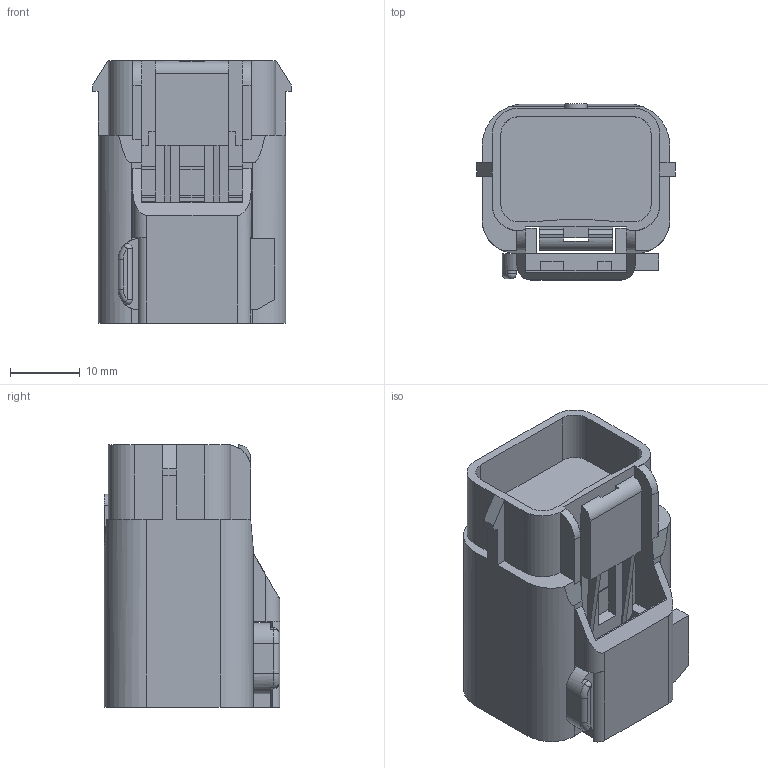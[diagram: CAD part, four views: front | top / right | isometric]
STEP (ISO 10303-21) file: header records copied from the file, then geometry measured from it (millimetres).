
FILE_DESCRIPTION(/* description */ (''),/* implementation_level */ '2;1');
FILE_NAME(/* name */ '15441804-STEP-3D.stp',/* time_stamp */ '2021-04-05T11:55:22+05:00',/* author */ (''),/* organization */ (''),/* preprocessor_version */ 'ST-DEVELOPER v16.7',/* originating_system */ 'SIEMENS PLM Software NX 12.0',/* authorisation */ '');
FILE_SCHEMA (('AUTOMOTIVE_DESIGN { 1 0 10303 214 3 1 1 1 }'));
Length unit declared in the file: millimetre
Products named in the file (1): cjzt235031832niu
Bounding box: 28.5 x 25.25 x 37.7 mm (x, y, z)
Volume: 12302.9 mm3; surface area: 10076.8 mm2
Topology: 1 solids, 1 shells, 307 faces, 880 edges, 578 vertices
Faces by surface type: plane 235, cylinder 67, sphere 2, torus 2, extrusion 1
Entity records: 10016 total; most frequent: CARTESIAN_POINT 1821, ORIENTED_EDGE 1760, DIRECTION 1630, EDGE_CURVE 880, VECTOR 720, LINE 719, VERTEX_POINT 578, AXIS2_PLACEMENT_3D 455
